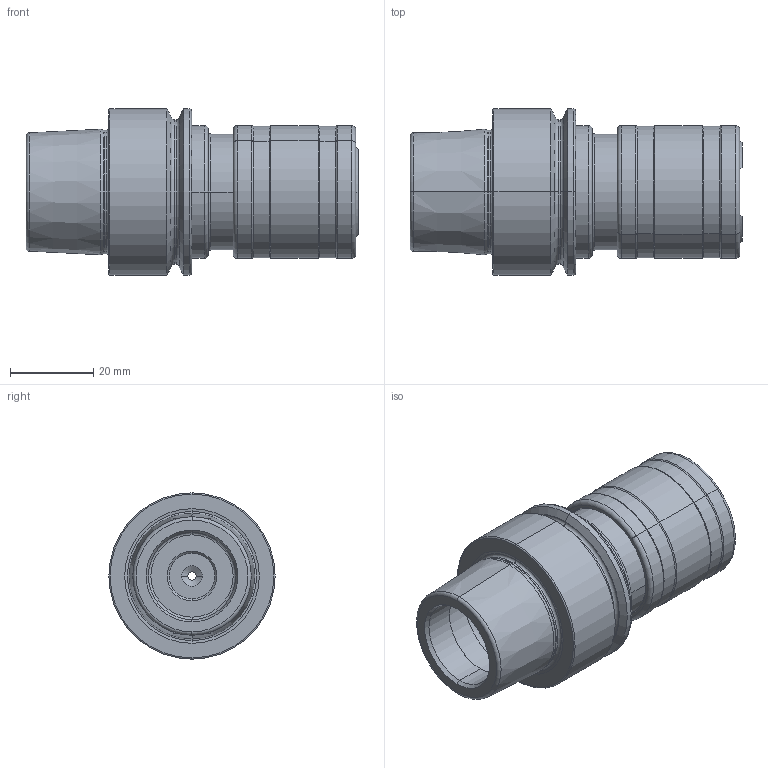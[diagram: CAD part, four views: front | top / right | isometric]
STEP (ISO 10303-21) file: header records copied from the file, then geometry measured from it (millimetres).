
FILE_DESCRIPTION (( 'STEP AP214' ), '1' );
FILE_NAME ('HE4.Go1.K01.060.STEP', '2011-10-06T10:42:13', ( 'SwiAdmin' ), ( '' ), 'SwSTEP 2.0', 'SolidWorks 2011', '' );
FILE_SCHEMA (( 'AUTOMOTIVE_DESIGN' ));
Length unit declared in the file: millimetre
Products named in the file (10): HE4.Go1.K01.060; HE4-Go1.K01.060_A_Fertigbearbeitung; Einbausatz Go1_gespannt; Boden Go1; Federring aussen Go1_gespannt; Federring innen Go1_gespannt; Hülse Go1; Feder klein Go1_gespannt; Kugel Go1; Feder gross Go1_vorgespannt
Assembly tree (11 placements, depth 3):
  HE4.Go1.K01.060
    HE4-Go1.K01.060_A_Fertigbearbeitung
    Einbausatz Go1_gespannt
      Kugel Go1  x3
      Feder klein Go1_gespannt
      Federring aussen Go1_gespannt
      Feder gross Go1_vorgespannt
      Boden Go1
      Federring innen Go1_gespannt
      Hülse Go1
Bounding box: 79.9 x 40 x 40 mm (x, y, z)
Volume: 46526.8 mm3; surface area: 24447.7 mm2
Topology: 10 solids, 10 shells, 296 faces, 682 edges, 401 vertices
Faces by surface type: cylinder 97, torus 76, cone 57, plane 51, bspline 9, sphere 6
Entity records: 16113 total; most frequent: CARTESIAN_POINT 8742, DIRECTION 1492, ORIENTED_EDGE 1294, AXIS2_PLACEMENT_3D 659, EDGE_CURVE 647, VERTEX_POINT 380, CIRCLE 361, EDGE_LOOP 319
